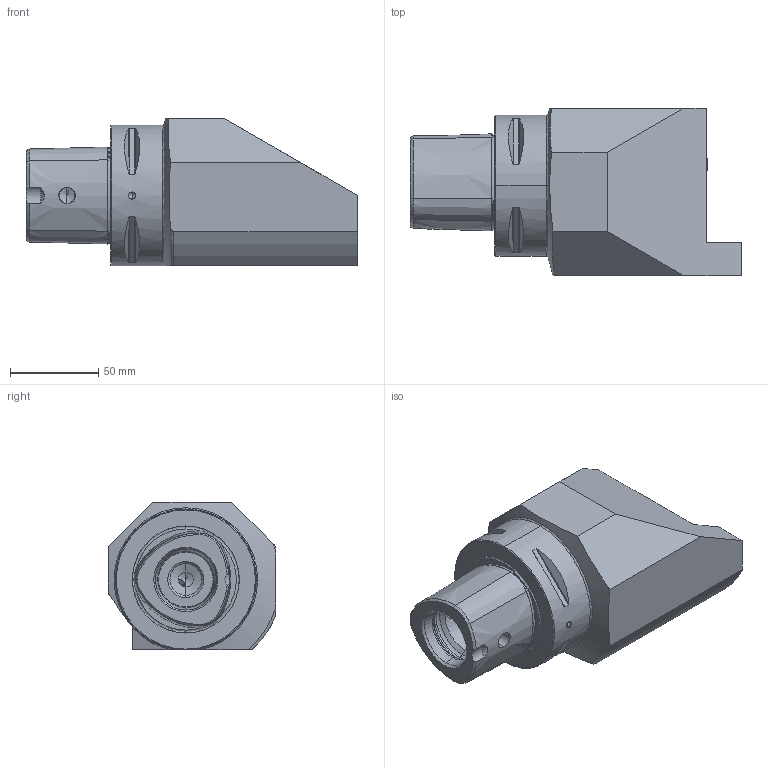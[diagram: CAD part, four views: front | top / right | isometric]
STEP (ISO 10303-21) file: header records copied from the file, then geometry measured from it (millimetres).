
FILE_DESCRIPTION (( 'STEP AP214' ), '1' );
FILE_NAME ('PS8-V32.R11.140.STEP', '2017-06-22T07:51:08', ( 'SWIAdmin' ), ( 'Hewlett-Packard Company' ), 'SwSTEP 2.0', 'SolidWorks 2017', '' );
FILE_SCHEMA (( 'AUTOMOTIVE_DESIGN' ));
Length unit declared in the file: millimetre
Products named in the file (7): ISO 4026 - M12 x 30; KU1-U12.003.010_A; KU1-U12.002.010_A; PS8-V32.R11.140_A; KU1-U12.002.010; PS8-V32.R11.140; DIN 3771 - 8x1.5
Assembly tree (8 placements, depth 3):
  PS8-V32.R11.140
    PS8-V32.R11.140_A
    ISO 4026 - M12 x 30  x3
    KU1-U12.002.010
      KU1-U12.003.010_A
      KU1-U12.002.010_A
      DIN 3771 - 8x1.5
Bounding box: 188 x 95 x 84 mm (x, y, z)
Volume: 691489.4 mm3; surface area: 78732.9 mm2
Topology: 7 solids, 7 shells, 269 faces, 662 edges, 402 vertices
Faces by surface type: cone 86, plane 79, cylinder 58, torus 42, sphere 4
Entity records: 8188 total; most frequent: CARTESIAN_POINT 2121, DIRECTION 1242, ORIENTED_EDGE 1170, EDGE_CURVE 585, AXIS2_PLACEMENT_3D 515, VERTEX_POINT 359, CIRCLE 264, EDGE_LOOP 258
